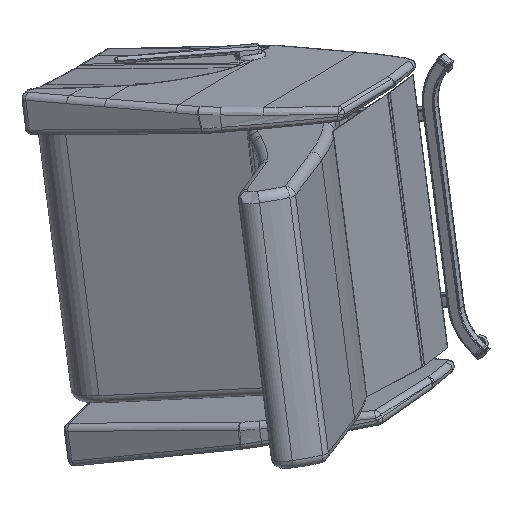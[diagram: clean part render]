
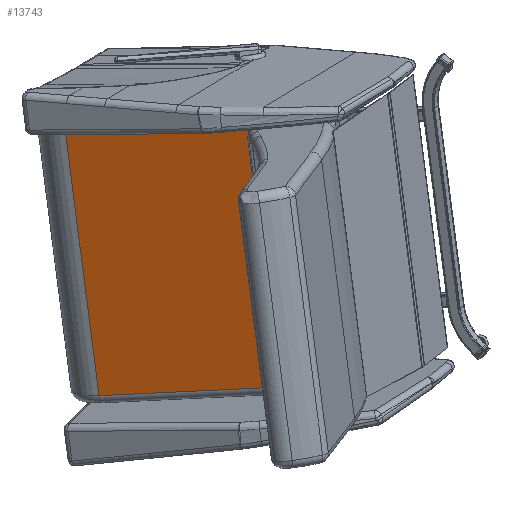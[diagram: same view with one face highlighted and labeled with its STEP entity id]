
A CAD part, isometric view. The second image highlights one B-rep face of the part: STEP entity #13743.
In plain terms, the highlighted face is planar.
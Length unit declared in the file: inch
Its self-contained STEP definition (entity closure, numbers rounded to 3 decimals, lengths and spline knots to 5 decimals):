
#498=PLANE('',#15002);
#1053=LINE('',#24518,#1965);
#1059=LINE('',#24537,#1971);
#1060=LINE('',#24539,#1972);
#1061=LINE('',#24540,#1973);
#1965=VECTOR('',#16975,0.3937);
#1971=VECTOR('',#16999,0.3937);
#1972=VECTOR('',#17000,0.3937);
#1973=VECTOR('',#17001,0.3937);
#3199=FACE_OUTER_BOUND('',#4059,.T.);
#4059=EDGE_LOOP('',(#9936,#9937,#9938,#9939));
#6042=VERTEX_POINT('',#24515);
#6043=VERTEX_POINT('',#24517);
#6047=VERTEX_POINT('',#24536);
#6048=VERTEX_POINT('',#24538);
#7475=EDGE_CURVE('',#6042,#6043,#1053,.T.);
#7485=EDGE_CURVE('',#6042,#6047,#1059,.T.);
#7486=EDGE_CURVE('',#6048,#6047,#1060,.T.);
#7487=EDGE_CURVE('',#6043,#6048,#1061,.T.);
#9936=ORIENTED_EDGE('',*,*,#7475,.F.);
#9937=ORIENTED_EDGE('',*,*,#7485,.T.);
#9938=ORIENTED_EDGE('',*,*,#7486,.F.);
#9939=ORIENTED_EDGE('',*,*,#7487,.F.);
#13743=ADVANCED_FACE('',(#3199),#498,.T.);
#15002=AXIS2_PLACEMENT_3D('',#24535,#16997,#16998);
#16975=DIRECTION('',(0.,-1.,0.));
#16997=DIRECTION('center_axis',(-1.,0.,0.));
#16998=DIRECTION('ref_axis',(0.,1.,0.));
#16999=DIRECTION('',(0.,0.,-1.));
#17000=DIRECTION('',(0.,1.,0.));
#17001=DIRECTION('',(0.,0.,-1.));
#24515=CARTESIAN_POINT('',(0.06328,23.50199,-0.75));
#24517=CARTESIAN_POINT('',(0.06328,3.00199,-0.75));
#24518=CARTESIAN_POINT('',(0.06328,12.10103,-0.75));
#24535=CARTESIAN_POINT('Origin',(0.06328,11.62499,0.));
#24536=CARTESIAN_POINT('',(0.06328,23.50199,-22.25));
#24537=CARTESIAN_POINT('',(0.06328,23.50199,0.));
#24538=CARTESIAN_POINT('',(0.06328,3.00199,-22.25));
#24539=CARTESIAN_POINT('',(0.06328,12.10103,-22.25));
#24540=CARTESIAN_POINT('',(0.06328,3.00199,0.));
